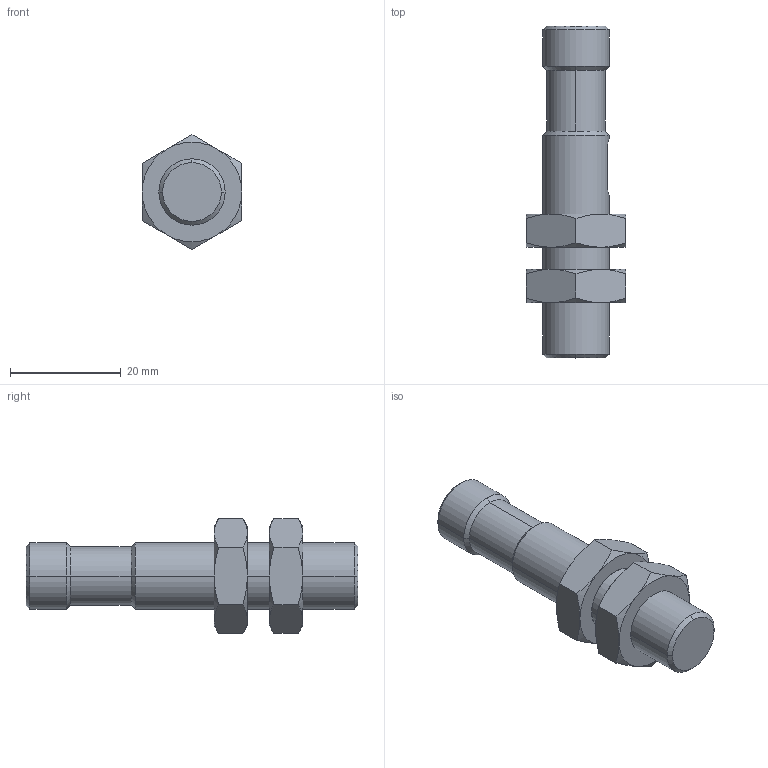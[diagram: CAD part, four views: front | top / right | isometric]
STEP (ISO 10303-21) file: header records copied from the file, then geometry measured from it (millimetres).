
FILE_DESCRIPTION (( 'STEP AP214' ), '1' );
FILE_NAME ('LLR-M12MA-NMS-603.STEP', '2021-12-10T16:20:07', ( '' ), ( '' ), 'SwSTEP 2.0', 'SolidWorks 2021', '' );
FILE_SCHEMA (( 'AUTOMOTIVE_DESIGN' ));
Length unit declared in the file: inch
Products named in the file (1): LLR-M12MA-NMS-603
Bounding box: 18 x 60 x 20.78 mm (x, y, z)
Volume: 8284.5 mm3; surface area: 4582.2 mm2
Topology: 3 solids, 3 shells, 161 faces, 380 edges, 231 vertices
Faces by surface type: cylinder 50, cone 48, plane 44, sphere 11, bspline 8
Entity records: 8908 total; most frequent: CARTESIAN_POINT 3309, ORIENTED_EDGE 744, DIRECTION 645, EDGE_CURVE 372, AXIS2_PLACEMENT_3D 256, VERTEX_POINT 231, EDGE_LOOP 179, UNCERTAINTY_MEASURE_WITH_UNIT 166
